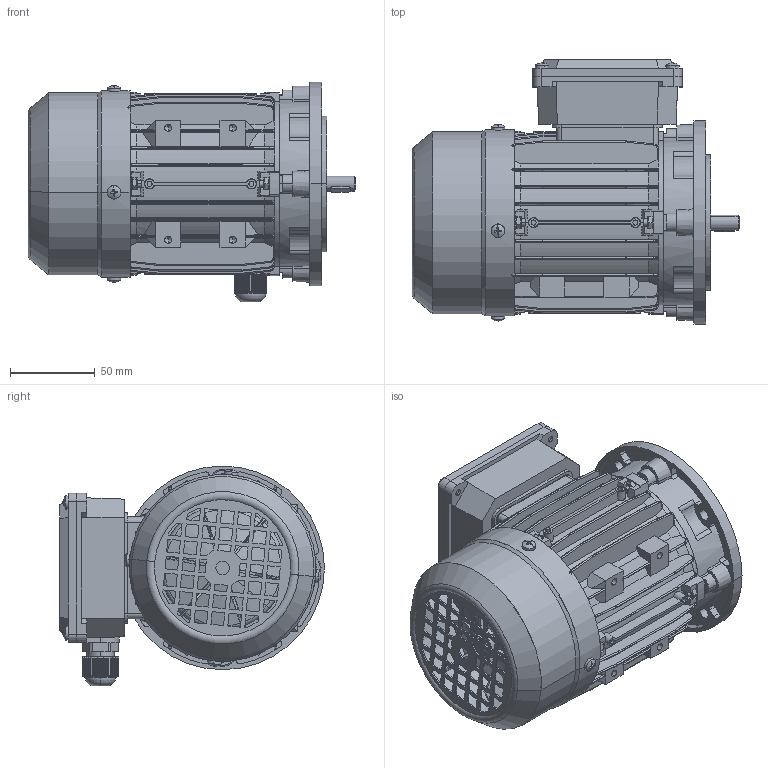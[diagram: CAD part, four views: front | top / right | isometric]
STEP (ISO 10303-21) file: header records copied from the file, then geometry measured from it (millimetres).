
FILE_DESCRIPTION (( 'STEP AP203' ), '1' );
FILE_NAME ('56 B5軞蚾芞(ABB).STEP', '2015-04-10T02:43:15', ( 'USER' ), ( 'MS' ), 'SwSTEP 2.0', 'SolidWorks 2008', '' );
FILE_SCHEMA (( 'CONFIG_CONTROL_DESIGN' ));
Length unit declared in the file: millimetre
Products named in the file (15): 56转轴_默认; MS56 新接线盒座_默认; Cross recessed thread forming screws GB_GB_CROSS_SCREWS_TYPE138 M4X10-N; 出线螺套M16_默认; 56 B5端盖_默认; 56 B5軞蚾芞(ABB); 56机壳_默认; 56 后端盖_默认; Y2 56 风叶_默认; Circlips for shaft--Type A large GB_GB_CONNECTING_PIECE_RING_RRA 12; 56 风罩_默认; Hexagon socket head cap screws GB_GB_FASTENER_SCREWS_HSHCS M4X20-N; MS56 儂褲蹟譫_GB_FASTENER_NUT_SNAB1 M4-N; Cross recessed thread forming screws GB_GB_CROSS_SCREWS_TYPE138 M4X8-N; MS56 新接线盒盖(ABB)_默认
Assembly tree (35 placements, depth 2):
  56 B5軞蚾芞(ABB)
    Cross recessed thread forming screws GB_GB_CROSS_SCREWS_TYPE138 M4X8-N  x5
    出线螺套M16_默认
    Cross recessed thread forming screws GB_GB_CROSS_SCREWS_TYPE138 M4X10-N  x4
    56 风罩_默认
    MS56 儂褲蹟譫_GB_FASTENER_NUT_SNAB1 M4-N  x8
    56 后端盖_默认
    Hexagon socket head cap screws GB_GB_FASTENER_SCREWS_HSHCS M4X20-N  x8
    MS56 新接线盒盖(ABB)_默认
    56机壳_默认
    Circlips for shaft--Type A large GB_GB_CONNECTING_PIECE_RING_RRA 12
    56 B5端盖_默认
    Y2 56 风叶_默认
    MS56 新接线盒座_默认
    56转轴_默认
Bounding box: 193 x 156.1 x 129.54 mm (x, y, z)
Volume: 354709.9 mm3; surface area: 320629.6 mm2
Topology: 35 solids, 35 shells, 3096 faces, 8021 edges, 5039 vertices
Faces by surface type: plane 1644, cylinder 897, cone 268, sphere 98, torus 95, bspline 94
Entity records: 88759 total; most frequent: CARTESIAN_POINT 23308, ORIENTED_EDGE 13662, DIRECTION 12684, EDGE_CURVE 6831, AXIS2_PLACEMENT_3D 4385, VERTEX_POINT 4332, VECTOR 3914, LINE 3914
